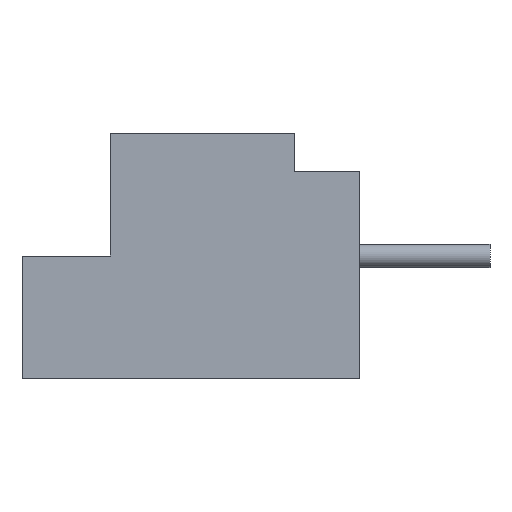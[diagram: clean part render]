
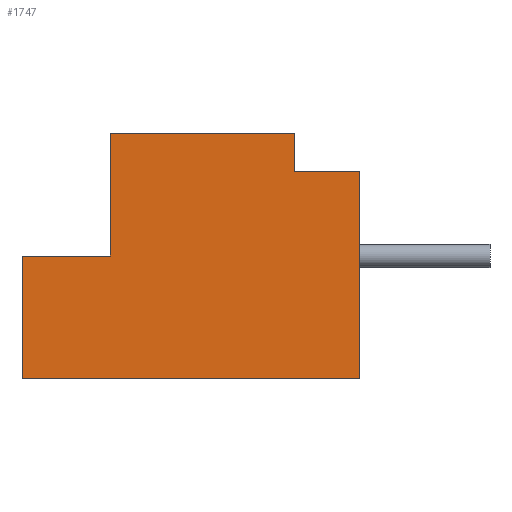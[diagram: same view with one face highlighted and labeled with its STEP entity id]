
A CAD part, left-side view. The second image highlights one B-rep face of the part: STEP entity #1747.
In plain terms, the highlighted planar face has unit normal (-1, 0, 0).
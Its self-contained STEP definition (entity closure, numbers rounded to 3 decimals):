
#63 = VERTEX_POINT ( 'NONE', #382 ) ;
#73 = VERTEX_POINT ( 'NONE', #372 ) ;
#82 = EDGE_CURVE ( 'NONE', #63, #73, #361, .T. ) ;
#358 = DIRECTION ( 'NONE',  ( 0., 0., -1. ) ) ;
#359 = VECTOR ( 'NONE', #358, 1000. ) ;
#360 = CARTESIAN_POINT ( 'NONE',  ( -13.75, 0., 3.2 ) ) ;
#361 = LINE ( 'NONE', #360, #359 ) ;
#372 = CARTESIAN_POINT ( 'NONE',  ( -13.75, 0., -3.2 ) ) ;
#382 = CARTESIAN_POINT ( 'NONE',  ( -13.75, 0., 2.2 ) ) ;
#900 = DIRECTION ( 'NONE',  ( 0., 0., -1. ) ) ;
#901 = VECTOR ( 'NONE', #900, 1000. ) ;
#902 = CARTESIAN_POINT ( 'NONE',  ( -13.75, 6.5, 3.2 ) ) ;
#903 = LINE ( 'NONE', #902, #901 ) ;
#904 = DIRECTION ( 'NONE',  ( 0., -1., 0. ) ) ;
#905 = VECTOR ( 'NONE', #904, 1000. ) ;
#906 = CARTESIAN_POINT ( 'NONE',  ( -13.75, 1.7, 2.2 ) ) ;
#907 = LINE ( 'NONE', #906, #905 ) ;
#908 = DIRECTION ( 'NONE',  ( 0., -1., 0. ) ) ;
#909 = VECTOR ( 'NONE', #908, 1000. ) ;
#910 = CARTESIAN_POINT ( 'NONE',  ( -13.75, 8.8, -3.2 ) ) ;
#911 = LINE ( 'NONE', #910, #909 ) ;
#912 = DIRECTION ( 'NONE',  ( 0., 1., 0. ) ) ;
#913 = VECTOR ( 'NONE', #912, 1000. ) ;
#914 = CARTESIAN_POINT ( 'NONE',  ( -13.75, 8.8, 0. ) ) ;
#915 = LINE ( 'NONE', #914, #913 ) ;
#1027 = FACE_OUTER_BOUND ( 'NONE', #1751, .T. ) ;
#1029 = CARTESIAN_POINT ( 'NONE',  ( -13.75, 6.5, 0. ) ) ;
#1065 = DIRECTION ( 'NONE',  ( 0., 0., -1. ) ) ;
#1066 = DIRECTION ( 'NONE',  ( 1., 0., 0. ) ) ;
#1067 = CARTESIAN_POINT ( 'NONE',  ( -13.75, 8.8, 3.2 ) ) ;
#1068 = AXIS2_PLACEMENT_3D ( 'NONE', #1067, #1066, #1065 ) ;
#1069 = PLANE ( 'NONE',  #1068 ) ;
#1113 = CARTESIAN_POINT ( 'NONE',  ( -13.75, 8.8, -3.2 ) ) ;
#1119 = DIRECTION ( 'NONE',  ( 0., 0., -1. ) ) ;
#1120 = VECTOR ( 'NONE', #1119, 1000. ) ;
#1121 = CARTESIAN_POINT ( 'NONE',  ( -13.75, 8.8, 3.2 ) ) ;
#1122 = LINE ( 'NONE', #1121, #1120 ) ;
#1128 = CARTESIAN_POINT ( 'NONE',  ( -13.75, 8.8, 0. ) ) ;
#1461 = CARTESIAN_POINT ( 'NONE',  ( -13.75, 6.5, 3.2 ) ) ;
#1519 = CARTESIAN_POINT ( 'NONE',  ( -13.75, 1.7, 3.2 ) ) ;
#1547 = DIRECTION ( 'NONE',  ( 0., -1., 0. ) ) ;
#1548 = VECTOR ( 'NONE', #1547, 1000. ) ;
#1549 = CARTESIAN_POINT ( 'NONE',  ( -13.75, 8.8, 3.2 ) ) ;
#1550 = LINE ( 'NONE', #1549, #1548 ) ;
#1594 = ORIENTED_EDGE ( 'NONE', *, *, #82, .F. ) ;
#1657 = EDGE_CURVE ( 'NONE', #1744, #1768, #915, .T. ) ;
#1658 = ORIENTED_EDGE ( 'NONE', *, *, #1659, .T. ) ;
#1659 = EDGE_CURVE ( 'NONE', #1776, #73, #911, .T. ) ;
#1660 = ORIENTED_EDGE ( 'NONE', *, *, #1657, .T. ) ;
#1661 = ORIENTED_EDGE ( 'NONE', *, *, #1773, .T. ) ;
#1662 = ORIENTED_EDGE ( 'NONE', *, *, #1663, .F. ) ;
#1663 = EDGE_CURVE ( 'NONE', #4093, #63, #907, .T. ) ;
#1664 = ORIENTED_EDGE ( 'NONE', *, *, #1665, .T. ) ;
#1665 = EDGE_CURVE ( 'NONE', #4006, #1744, #903, .T. ) ;
#1742 = ORIENTED_EDGE ( 'NONE', *, *, #4109, .T. ) ;
#1743 = ORIENTED_EDGE ( 'NONE', *, *, #4022, .F. ) ;
#1744 = VERTEX_POINT ( 'NONE', #1029 ) ;
#1747 = ADVANCED_FACE ( 'NONE', ( #1027 ), #1069, .F. ) ;
#1751 = EDGE_LOOP ( 'NONE', ( #1662, #1742, #1743, #1664, #1660, #1661, #1658, #1594 ) ) ;
#1768 = VERTEX_POINT ( 'NONE', #1128 ) ;
#1773 = EDGE_CURVE ( 'NONE', #1768, #1776, #1122, .T. ) ;
#1776 = VERTEX_POINT ( 'NONE', #1113 ) ;
#2758 = DIRECTION ( 'NONE',  ( 0., 0., 1. ) ) ;
#2759 = VECTOR ( 'NONE', #2758, 1000. ) ;
#2760 = CARTESIAN_POINT ( 'NONE',  ( -13.75, 1.7, 2.2 ) ) ;
#2761 = LINE ( 'NONE', #2760, #2759 ) ;
#2781 = CARTESIAN_POINT ( 'NONE',  ( -13.75, 1.7, 2.2 ) ) ;
#4006 = VERTEX_POINT ( 'NONE', #1461 ) ;
#4015 = VERTEX_POINT ( 'NONE', #1519 ) ;
#4022 = EDGE_CURVE ( 'NONE', #4006, #4015, #1550, .T. ) ;
#4093 = VERTEX_POINT ( 'NONE', #2781 ) ;
#4109 = EDGE_CURVE ( 'NONE', #4093, #4015, #2761, .T. ) ;
